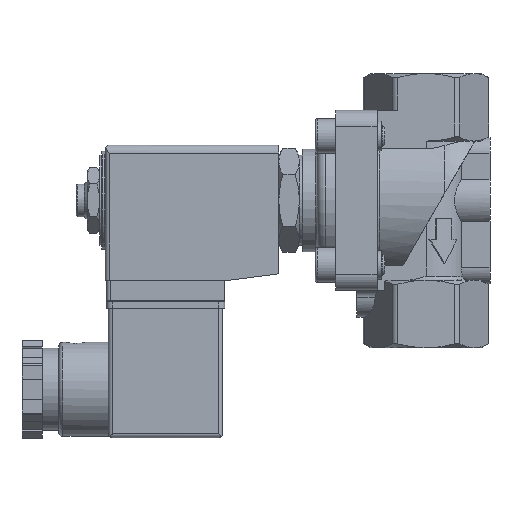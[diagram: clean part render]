
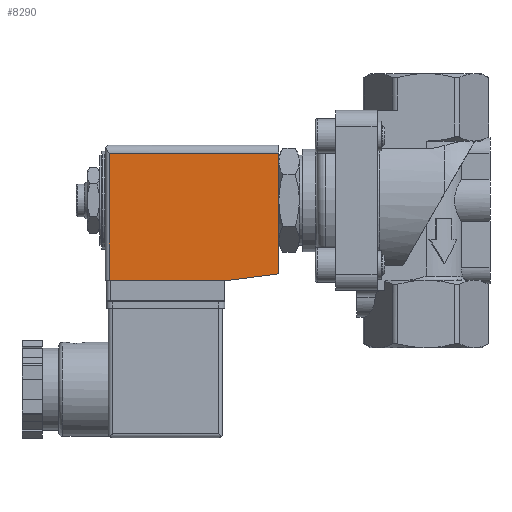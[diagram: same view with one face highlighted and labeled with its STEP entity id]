
A CAD part, left-side view. The second image highlights one B-rep face of the part: STEP entity #8290.
In plain terms, the highlighted planar face has unit normal (-1, 0, 0).
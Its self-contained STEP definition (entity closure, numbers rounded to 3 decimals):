
#430=PLANE('',#10699);
#894=LINE('',#15159,#1623);
#895=LINE('',#15162,#1624);
#896=LINE('',#15164,#1625);
#897=LINE('',#15166,#1626);
#898=LINE('',#15168,#1627);
#1623=VECTOR('',#12256,1000.);
#1624=VECTOR('',#12257,1000.);
#1625=VECTOR('',#12258,1000.);
#1626=VECTOR('',#12259,1000.);
#1627=VECTOR('',#12260,1000.);
#3253=ORIENTED_EDGE('',*,*,#5026,.T.);
#3254=ORIENTED_EDGE('',*,*,#5027,.F.);
#3255=ORIENTED_EDGE('',*,*,#5028,.F.);
#3256=ORIENTED_EDGE('',*,*,#5029,.F.);
#3257=ORIENTED_EDGE('',*,*,#5030,.T.);
#5026=EDGE_CURVE('',#6014,#6015,#894,.T.);
#5027=EDGE_CURVE('',#6016,#6015,#895,.T.);
#5028=EDGE_CURVE('',#6017,#6016,#896,.T.);
#5029=EDGE_CURVE('',#6018,#6017,#897,.T.);
#5030=EDGE_CURVE('',#6018,#6014,#898,.F.);
#6014=VERTEX_POINT('',#15160);
#6015=VERTEX_POINT('',#15161);
#6016=VERTEX_POINT('',#15163);
#6017=VERTEX_POINT('',#15165);
#6018=VERTEX_POINT('',#15167);
#6987=EDGE_LOOP('',(#3253,#3254,#3255,#3256,#3257));
#7627=FACE_BOUND('',#6987,.T.);
#8290=ADVANCED_FACE('',(#7627),#430,.F.);
#10699=AXIS2_PLACEMENT_3D('',#15158,#12254,#12255);
#12254=DIRECTION('',(1.,0.,0.));
#12255=DIRECTION('',(0.,0.,-1.));
#12256=DIRECTION('',(0.,0.,-1.));
#12257=DIRECTION('',(0.,1.,0.));
#12258=DIRECTION('',(0.,0.992,-0.129));
#12259=DIRECTION('',(0.,0.,-1.));
#12260=DIRECTION('',(0.,-1.,0.));
#15158=CARTESIAN_POINT('',(-15.,41.4,12.5));
#15159=CARTESIAN_POINT('',(-15.,41.4,20.));
#15160=CARTESIAN_POINT('',(-15.,41.4,11.5));
#15161=CARTESIAN_POINT('',(-15.,41.4,-19.5));
#15162=CARTESIAN_POINT('',(-15.,12.1,-19.5));
#15163=CARTESIAN_POINT('',(-15.,12.1,-19.5));
#15164=CARTESIAN_POINT('',(-15.,0.,-17.93));
#15165=CARTESIAN_POINT('',(-15.,0.,-17.93));
#15166=CARTESIAN_POINT('',(-15.,0.,13.5));
#15167=CARTESIAN_POINT('',(-15.,0.,11.5));
#15168=CARTESIAN_POINT('',(-15.,44.,11.5));
